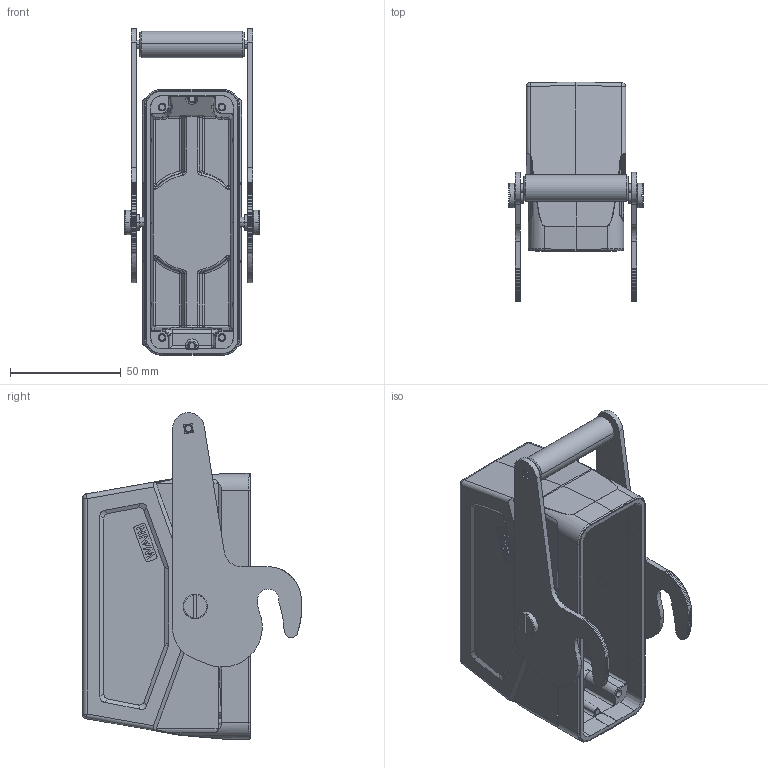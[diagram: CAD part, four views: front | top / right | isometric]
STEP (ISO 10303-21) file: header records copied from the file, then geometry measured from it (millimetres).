
FILE_DESCRIPTION(/* description */ (''),/* implementation_level */ '2;1');
FILE_NAME(/* name */ '3D_1121245555011_W24B-MSEH-1L_C-PG21_V1.0_stp.stp',/* time_stamp */ '2024-03-20T13:48:12+08:00',/* author */ (''),/* organization */ (''),/* preprocessor_version */ 'ST-DEVELOPER v18.1',/* originating_system */ 'SIEMENS PLM Software NX 1980',/* authorisation */ '');
FILE_SCHEMA (('AUTOMOTIVE_DESIGN { 1 0 10303 214 3 1 1 1 }'));
Length unit declared in the file: millimetre
Products named in the file (1): 3D_1121245555011_W24B-MSEH-1L_C-PG21_V1.0_stp
Bounding box: 60.8 x 99.05 x 147.39 mm (x, y, z)
Volume: 120703 mm3; surface area: 69899.5 mm2
Topology: 2 solids, 2 shells, 724 faces, 1922 edges, 1217 vertices
Faces by surface type: cylinder 318, plane 278, torus 58, bspline 25, sphere 23, cone 22
Entity records: 25156 total; most frequent: CARTESIAN_POINT 7574, ORIENTED_EDGE 3798, DIRECTION 3507, EDGE_CURVE 1899, AXIS2_PLACEMENT_3D 1294, VERTEX_POINT 1217, LINE 919, VECTOR 919
